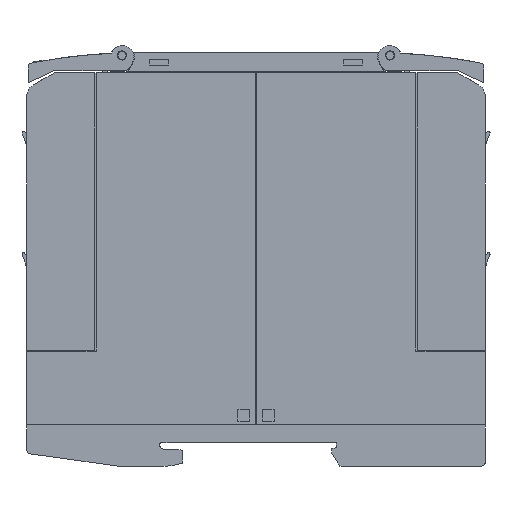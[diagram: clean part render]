
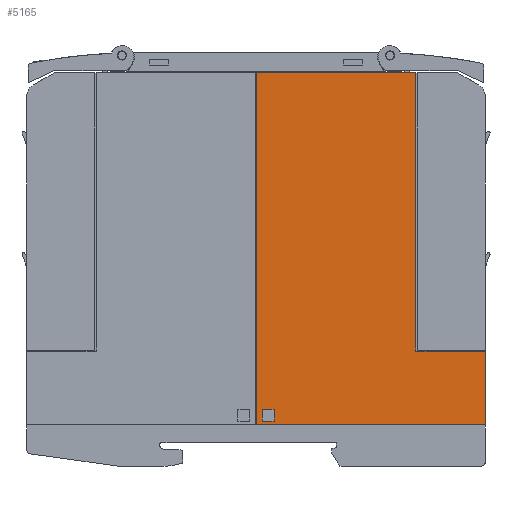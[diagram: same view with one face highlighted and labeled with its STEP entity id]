
A CAD part, left-side view. The second image highlights one B-rep face of the part: STEP entity #5165.
In plain terms, the highlighted planar face has unit normal (-1, 0, 0).
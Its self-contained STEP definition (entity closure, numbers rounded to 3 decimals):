
#5165=ADVANCED_FACE('',(#10506,#10507),#10508,.T.);
#10506=FACE_BOUND('',#15917,.T.);
#10507=FACE_OUTER_BOUND('',#15918,.T.);
#10508=PLANE('',#15919);
#15917=EDGE_LOOP('',(#32465,#32466,#32467,#32468));
#15918=EDGE_LOOP('',(#32469,#32470,#32471,#32472,#32473,#32474));
#15919=AXIS2_PLACEMENT_3D('',#32475,#32476,#32477);
#32465=ORIENTED_EDGE('',*,*,#39631,.T.);
#32466=ORIENTED_EDGE('',*,*,#39607,.T.);
#32467=ORIENTED_EDGE('',*,*,#39615,.T.);
#32468=ORIENTED_EDGE('',*,*,#39628,.T.);
#32469=ORIENTED_EDGE('',*,*,#33676,.T.);
#32470=ORIENTED_EDGE('',*,*,#39633,.T.);
#32471=ORIENTED_EDGE('',*,*,#39641,.T.);
#32472=ORIENTED_EDGE('',*,*,#39621,.F.);
#32473=ORIENTED_EDGE('',*,*,#39642,.T.);
#32474=ORIENTED_EDGE('',*,*,#39637,.T.);
#32475=CARTESIAN_POINT('',(0.0,25.98,9.001));
#32476=DIRECTION('',(-1.0,0.0,0.0));
#32477=DIRECTION('',(0.0,-1.0,0.0));
#33676=EDGE_CURVE('',#40721,#40725,#40727,.T.);
#39607=EDGE_CURVE('',#49546,#49544,#49547,.T.);
#39615=EDGE_CURVE('',#49544,#49555,#49557,.T.);
#39621=EDGE_CURVE('',#49566,#49568,#49569,.T.);
#39628=EDGE_CURVE('',#49555,#49578,#49580,.T.);
#39631=EDGE_CURVE('',#49578,#49546,#49583,.T.);
#39633=EDGE_CURVE('',#40725,#49585,#49586,.T.);
#39637=EDGE_CURVE('',#49591,#40721,#49592,.T.);
#39641=EDGE_CURVE('',#49585,#49568,#49597,.T.);
#39642=EDGE_CURVE('',#49566,#49591,#49598,.T.);
#40721=VERTEX_POINT('',#51262);
#40725=VERTEX_POINT('',#51268);
#40727=LINE('',#51271,#51272);
#49544=VERTEX_POINT('',#64423);
#49546=VERTEX_POINT('',#64426);
#49547=LINE('',#64427,#64428);
#49555=VERTEX_POINT('',#64440);
#49557=LINE('',#64443,#64444);
#49566=VERTEX_POINT('',#64456);
#49568=VERTEX_POINT('',#64459);
#49569=LINE('',#64460,#64461);
#49578=VERTEX_POINT('',#64474);
#49580=LINE('',#64477,#64478);
#49583=LINE('',#64482,#64483);
#49585=VERTEX_POINT('',#64485);
#49586=LINE('',#64486,#64487);
#49591=VERTEX_POINT('',#64494);
#49592=LINE('',#64495,#64496);
#49597=LINE('',#64503,#64504);
#49598=LINE('',#64505,#64506);
#51262=CARTESIAN_POINT('',(0.0,1.03,25.101));
#51268=CARTESIAN_POINT('',(0.0,16.13,25.101));
#51271=CARTESIAN_POINT('',(0.0,17.255,25.101));
#51272=VECTOR('',#65498,1.0);
#64423=CARTESIAN_POINT('',(0.0,47.03,12.401));
#64426=CARTESIAN_POINT('',(0.0,49.63,12.401));
#64427=CARTESIAN_POINT('',(0.0,37.155,12.401));
#64428=VECTOR('',#70942,1.0);
#64440=CARTESIAN_POINT('',(0.0,47.03,9.801));
#64443=CARTESIAN_POINT('',(0.0,47.03,10.051));
#64444=VECTOR('',#70948,1.0);
#64456=CARTESIAN_POINT('',(0.0,50.93,9.001));
#64459=CARTESIAN_POINT('',(0.0,50.93,85.801));
#64460=CARTESIAN_POINT('',(0.0,50.93,9.001));
#64461=VECTOR('',#70953,1.0);
#64474=CARTESIAN_POINT('',(0.0,49.63,9.801));
#64477=CARTESIAN_POINT('',(0.0,37.155,9.801));
#64478=VECTOR('',#70959,1.0);
#64482=CARTESIAN_POINT('',(0.0,49.63,10.051));
#64483=VECTOR('',#70961,1.0);
#64485=CARTESIAN_POINT('',(0.0,16.13,85.801));
#64486=CARTESIAN_POINT('',(0.0,16.13,32.226));
#64487=VECTOR('',#70962,1.0);
#64494=CARTESIAN_POINT('',(0.0,1.03,9.001));
#64495=CARTESIAN_POINT('',(0.0,1.03,9.001));
#64496=VECTOR('',#70965,1.0);
#64503=CARTESIAN_POINT('',(0.0,50.93,85.801));
#64504=VECTOR('',#70968,1.0);
#64505=CARTESIAN_POINT('',(0.0,50.93,9.001));
#64506=VECTOR('',#70969,1.0);
#65498=DIRECTION('',(0.0,1.0,-0.0));
#70942=DIRECTION('',(-0.0,-1.0,-0.0));
#70948=DIRECTION('',(-0.0,-0.0,-1.0));
#70953=DIRECTION('',(0.0,0.0,1.0));
#70959=DIRECTION('',(0.0,1.0,-0.0));
#70961=DIRECTION('',(0.0,0.0,1.0));
#70962=DIRECTION('',(0.0,0.0,1.0));
#70965=DIRECTION('',(0.0,0.0,1.0));
#70968=DIRECTION('',(0.0,1.0,-0.0));
#70969=DIRECTION('',(0.0,-1.0,0.0));
